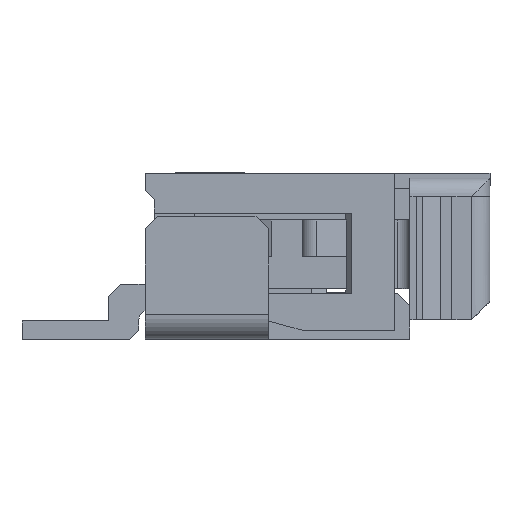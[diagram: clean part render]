
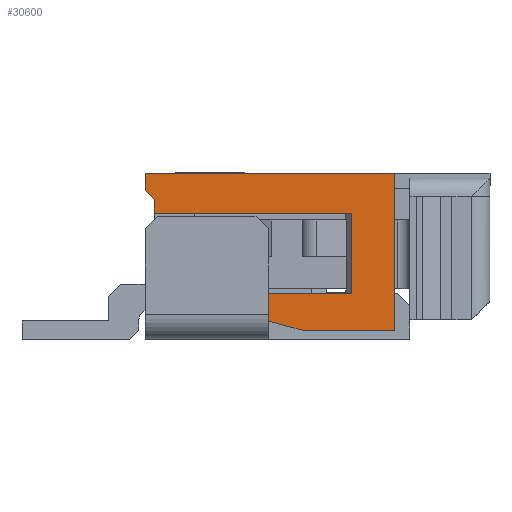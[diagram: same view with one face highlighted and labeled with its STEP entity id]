
A CAD part, left-side view. The second image highlights one B-rep face of the part: STEP entity #30600.
In plain terms, the highlighted planar face has unit normal (-1, 0, 0).
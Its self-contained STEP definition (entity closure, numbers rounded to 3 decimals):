
#19 = CARTESIAN_POINT ( 'NONE',  ( -5.35, 1.8, -1.6 ) ) ;
#520 = VERTEX_POINT ( 'NONE', #16218 ) ;
#771 = CARTESIAN_POINT ( 'NONE',  ( -5.35, -2.25, -2.2 ) ) ;
#859 = CARTESIAN_POINT ( 'NONE',  ( -5.35, -1., -0.3 ) ) ;
#967 = DIRECTION ( 'NONE',  ( 0., 0., 1. ) ) ;
#1337 = DIRECTION ( 'NONE',  ( 0., 1., 0. ) ) ;
#1585 = LINE ( 'NONE', #6093, #28286 ) ;
#2151 = VECTOR ( 'NONE', #16536, 1000. ) ;
#2248 = DIRECTION ( 'NONE',  ( 0., 0., -1. ) ) ;
#2452 = CARTESIAN_POINT ( 'NONE',  ( -5.35, 1.65, -0.3 ) ) ;
#2471 = DIRECTION ( 'NONE',  ( 0., 0.707, 0.707 ) ) ;
#2727 = DIRECTION ( 'NONE',  ( 0., -1., 0. ) ) ;
#3846 = LINE ( 'NONE', #29024, #9800 ) ;
#4056 = EDGE_CURVE ( 'NONE', #28438, #6256, #3846, .T. ) ;
#4176 = VERTEX_POINT ( 'NONE', #25165 ) ;
#4755 = LINE ( 'NONE', #23862, #10875 ) ;
#4927 = DIRECTION ( 'NONE',  ( 0., 1., 0. ) ) ;
#5510 = VERTEX_POINT ( 'NONE', #18775 ) ;
#5541 = VECTOR ( 'NONE', #2727, 1000. ) ;
#5849 = EDGE_CURVE ( 'NONE', #22176, #8824, #26953, .T. ) ;
#6093 = CARTESIAN_POINT ( 'NONE',  ( -5.35, 1.8, -2.25 ) ) ;
#6099 = CARTESIAN_POINT ( 'NONE',  ( -5.35, -0.75, -2.2 ) ) ;
#6256 = VERTEX_POINT ( 'NONE', #31062 ) ;
#7232 = CARTESIAN_POINT ( 'NONE',  ( -5.35, -1., -1.6 ) ) ;
#7637 = EDGE_CURVE ( 'NONE', #6256, #12055, #20462, .T. ) ;
#8289 = AXIS2_PLACEMENT_3D ( 'NONE', #11469, #20928, #1337 ) ;
#8824 = VERTEX_POINT ( 'NONE', #6099 ) ;
#9111 = CARTESIAN_POINT ( 'NONE',  ( -5.35, 1.8, 0.35 ) ) ;
#9206 = EDGE_CURVE ( 'NONE', #19218, #520, #10215, .T. ) ;
#9225 = CARTESIAN_POINT ( 'NONE',  ( -5.35, 1.725, -0.005 ) ) ;
#9702 = LINE ( 'NONE', #19538, #24213 ) ;
#9800 = VECTOR ( 'NONE', #31110, 1000. ) ;
#9905 = CARTESIAN_POINT ( 'NONE',  ( -5.35, -1., -2.05 ) ) ;
#10215 = LINE ( 'NONE', #9905, #24676 ) ;
#10875 = VECTOR ( 'NONE', #18932, 1000. ) ;
#11469 = CARTESIAN_POINT ( 'NONE',  ( -5.35, -1., -1. ) ) ;
#11815 = LINE ( 'NONE', #9225, #19800 ) ;
#12055 = VERTEX_POINT ( 'NONE', #2452 ) ;
#12069 = DIRECTION ( 'NONE',  ( 0., 1., 0. ) ) ;
#12659 = ORIENTED_EDGE ( 'NONE', *, *, #22362, .F. ) ;
#13824 = VECTOR ( 'NONE', #30051, 1000. ) ;
#13876 = EDGE_CURVE ( 'NONE', #18094, #22176, #21354, .T. ) ;
#13883 = ORIENTED_EDGE ( 'NONE', *, *, #21606, .F. ) ;
#15107 = EDGE_LOOP ( 'NONE', ( #18830, #21988, #25780, #27565, #12659, #21455, #19635, #28669, #13883, #22670, #17851, #27639 ) ) ;
#15987 = FACE_OUTER_BOUND ( 'NONE', #15107, .T. ) ;
#16034 = VERTEX_POINT ( 'NONE', #19 ) ;
#16218 = CARTESIAN_POINT ( 'NONE',  ( -5.35, 1.8, -2.05 ) ) ;
#16536 = DIRECTION ( 'NONE',  ( 0., -1., 0. ) ) ;
#16750 = CARTESIAN_POINT ( 'NONE',  ( -5.35, -1., -2.2 ) ) ;
#16994 = CARTESIAN_POINT ( 'NONE',  ( -5.35, -2.25, 0.35 ) ) ;
#17000 = VECTOR ( 'NONE', #23615, 1000. ) ;
#17783 = EDGE_CURVE ( 'NONE', #520, #16034, #1585, .T. ) ;
#17851 = ORIENTED_EDGE ( 'NONE', *, *, #31323, .F. ) ;
#18094 = VERTEX_POINT ( 'NONE', #16994 ) ;
#18775 = CARTESIAN_POINT ( 'NONE',  ( -5.35, 1.8, 0.07 ) ) ;
#18830 = ORIENTED_EDGE ( 'NONE', *, *, #4056, .F. ) ;
#18932 = DIRECTION ( 'NONE',  ( 0., 0.965, 0.263 ) ) ;
#19218 = VERTEX_POINT ( 'NONE', #31051 ) ;
#19290 = CARTESIAN_POINT ( 'NONE',  ( -5.35, 1.8, 0.35 ) ) ;
#19538 = CARTESIAN_POINT ( 'NONE',  ( -5.35, 1.65, -1.105 ) ) ;
#19635 = ORIENTED_EDGE ( 'NONE', *, *, #13876, .F. ) ;
#19800 = VECTOR ( 'NONE', #2471, 1000. ) ;
#20462 = LINE ( 'NONE', #859, #13824 ) ;
#20928 = DIRECTION ( 'NONE',  ( 1., 0., 0. ) ) ;
#21354 = LINE ( 'NONE', #23770, #30570 ) ;
#21455 = ORIENTED_EDGE ( 'NONE', *, *, #5849, .F. ) ;
#21606 = EDGE_CURVE ( 'NONE', #5510, #27340, #26496, .T. ) ;
#21988 = ORIENTED_EDGE ( 'NONE', *, *, #27208, .F. ) ;
#22176 = VERTEX_POINT ( 'NONE', #771 ) ;
#22362 = EDGE_CURVE ( 'NONE', #8824, #19218, #4755, .T. ) ;
#22371 = DIRECTION ( 'NONE',  ( 0., 0., 1. ) ) ;
#22670 = ORIENTED_EDGE ( 'NONE', *, *, #25420, .F. ) ;
#23137 = VECTOR ( 'NONE', #12069, 1000. ) ;
#23615 = DIRECTION ( 'NONE',  ( 0., 0., 1. ) ) ;
#23770 = CARTESIAN_POINT ( 'NONE',  ( -5.35, -2.25, -1. ) ) ;
#23862 = CARTESIAN_POINT ( 'NONE',  ( -5.35, -0.75, -2.2 ) ) ;
#24213 = VECTOR ( 'NONE', #22371, 1000. ) ;
#24676 = VECTOR ( 'NONE', #4927, 1000. ) ;
#24722 = LINE ( 'NONE', #7232, #5541 ) ;
#25165 = CARTESIAN_POINT ( 'NONE',  ( -5.35, 1.65, -0.08 ) ) ;
#25420 = EDGE_CURVE ( 'NONE', #4176, #5510, #11815, .T. ) ;
#25780 = ORIENTED_EDGE ( 'NONE', *, *, #17783, .F. ) ;
#26185 = PLANE ( 'NONE',  #8289 ) ;
#26496 = LINE ( 'NONE', #30837, #17000 ) ;
#26953 = LINE ( 'NONE', #16750, #23137 ) ;
#27208 = EDGE_CURVE ( 'NONE', #16034, #28438, #24722, .T. ) ;
#27340 = VERTEX_POINT ( 'NONE', #19290 ) ;
#27565 = ORIENTED_EDGE ( 'NONE', *, *, #9206, .F. ) ;
#27639 = ORIENTED_EDGE ( 'NONE', *, *, #7637, .F. ) ;
#28286 = VECTOR ( 'NONE', #967, 1000. ) ;
#28438 = VERTEX_POINT ( 'NONE', #31389 ) ;
#28669 = ORIENTED_EDGE ( 'NONE', *, *, #30012, .F. ) ;
#29024 = CARTESIAN_POINT ( 'NONE',  ( -5.35, -1.55, -1. ) ) ;
#30012 = EDGE_CURVE ( 'NONE', #27340, #18094, #31078, .T. ) ;
#30051 = DIRECTION ( 'NONE',  ( 0., 1., 0. ) ) ;
#30570 = VECTOR ( 'NONE', #2248, 1000. ) ;
#30600 = ADVANCED_FACE ( 'NONE', ( #15987 ), #26185, .F. ) ;
#30837 = CARTESIAN_POINT ( 'NONE',  ( -5.35, 1.8, -1. ) ) ;
#31051 = CARTESIAN_POINT ( 'NONE',  ( -5.35, -0.2, -2.05 ) ) ;
#31062 = CARTESIAN_POINT ( 'NONE',  ( -5.35, -1.55, -0.3 ) ) ;
#31078 = LINE ( 'NONE', #9111, #2151 ) ;
#31110 = DIRECTION ( 'NONE',  ( 0., 0., 1. ) ) ;
#31323 = EDGE_CURVE ( 'NONE', #12055, #4176, #9702, .T. ) ;
#31389 = CARTESIAN_POINT ( 'NONE',  ( -5.35, -1.55, -1.6 ) ) ;
